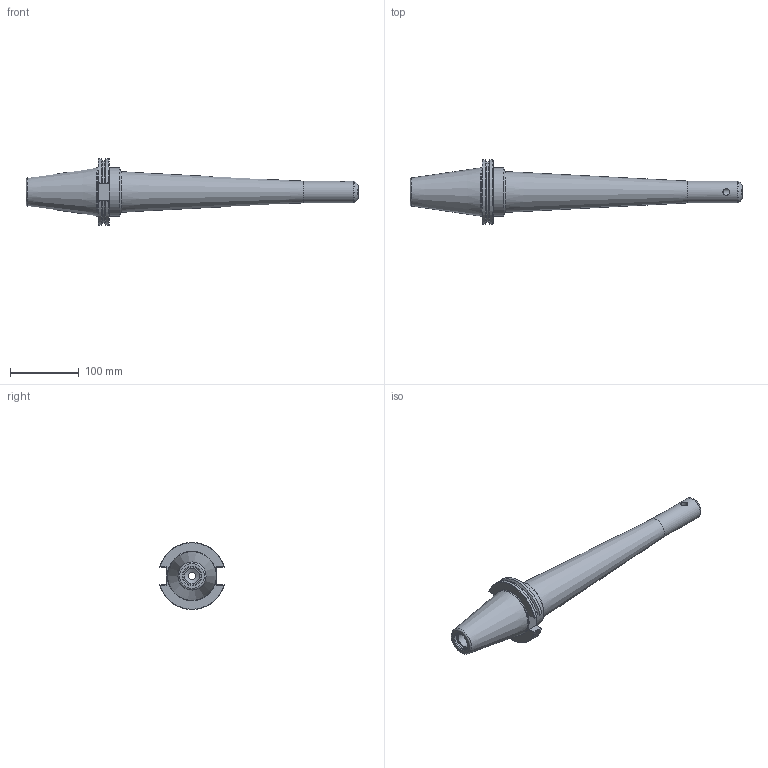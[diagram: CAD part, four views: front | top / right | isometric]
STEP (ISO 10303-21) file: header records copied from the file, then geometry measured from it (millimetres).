
FILE_DESCRIPTION(/* description */ (''),/* implementation_level */ '2;1');
FILE_NAME(/* name */ 'CAT50-EM050-1500.stp',/* time_stamp */ '2019-07-16T16:35:16-05:00',/* author */ ('ldfli'),/* organization */ (''),/* preprocessor_version */ 'ST-DEVELOPER v18',/* originating_system */ 'Autodesk Inventor LT',/* authorisation */ '');
FILE_SCHEMA (('AUTOMOTIVE_DESIGN { 1 0 10303 214 3 1 1 }'));
Length unit declared in the file: millimetre
Products named in the file (1): CAT50-EM050-1500
Bounding box: 482.62 x 93.8 x 97.14 mm (x, y, z)
Volume: 765695 mm3; surface area: 114380.6 mm2
Topology: 1 solids, 1 shells, 72 faces, 221 edges, 154 vertices
Faces by surface type: plane 30, cylinder 15, torus 14, cone 13
Full cylindrical faces by diameter (mm): 9.728 x1, 10 x1, 11.112 x1, 21.971 x1, 26.2 x1, 26.7 x1, 31.72 x1, 69.849 x1, 70.199 x1
Entity records: 2678 total; most frequent: CARTESIAN_POINT 655, ORIENTED_EDGE 442, DIRECTION 421, EDGE_CURVE 221, AXIS2_PLACEMENT_3D 172, VERTEX_POINT 154, CIRCLE 99, EDGE_LOOP 79
